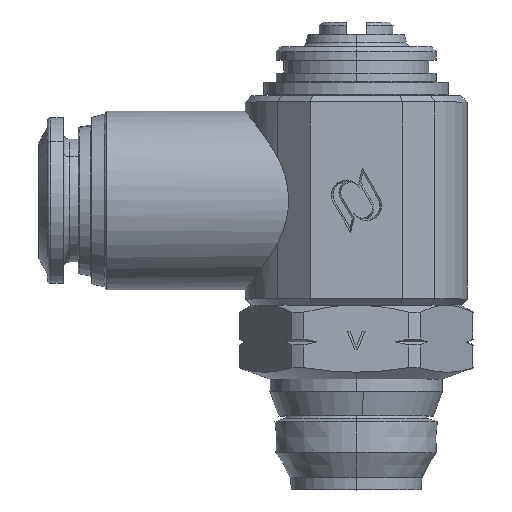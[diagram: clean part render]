
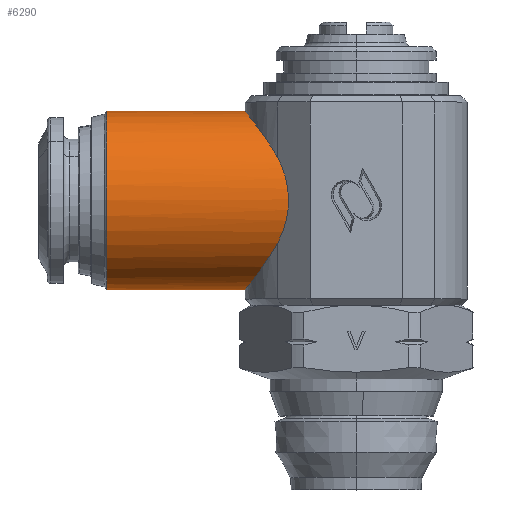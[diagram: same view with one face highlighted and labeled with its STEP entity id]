
A CAD part, top view. The second image highlights one B-rep face of the part: STEP entity #6290.
In plain terms, the highlighted cylindrical face has radius 7.25 mm (diameter 14.5 mm), a partial arc.
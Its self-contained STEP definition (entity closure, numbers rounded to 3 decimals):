
#148 = CARTESIAN_POINT ( 'NONE',  ( -6.386, 20.027, 6.364 ) ) ;
#154 = CARTESIAN_POINT ( 'NONE',  ( -6.386, 20.027, 6.364 ) ) ;
#155 = CARTESIAN_POINT ( 'NONE',  ( -6.684, 19.481, 6.066 ) ) ;
#156 = CARTESIAN_POINT ( 'NONE',  ( -20.246, 23.5, 0. ) ) ;
#157 = DIRECTION ( 'NONE',  ( 1., 0., 0. ) ) ;
#158 = DIRECTION ( 'NONE',  ( 0., -1., 0. ) ) ;
#159 = CARTESIAN_POINT ( 'NONE',  ( -5.178, 22.24, 7.572 ) ) ;
#160 = CARTESIAN_POINT ( 'NONE',  ( -7., 18.987, 5.708 ) ) ;
#161 = CARTESIAN_POINT ( 'NONE',  ( -7.463, 18.308, 5.07 ) ) ;
#162 = CARTESIAN_POINT ( 'NONE',  ( -7.614, 18.095, 4.842 ) ) ;
#163 = CARTESIAN_POINT ( 'NONE',  ( -7.901, 17.699, 4.36 ) ) ;
#164 = CARTESIAN_POINT ( 'NONE',  ( -8.037, 17.516, 4.105 ) ) ;
#165 = CARTESIAN_POINT ( 'NONE',  ( -8.291, 17.179, 3.565 ) ) ;
#166 = CARTESIAN_POINT ( 'NONE',  ( -8.409, 17.026, 3.28 ) ) ;
#167 = CARTESIAN_POINT ( 'NONE',  ( -8.621, 16.753, 2.675 ) ) ;
#168 = CARTESIAN_POINT ( 'NONE',  ( -8.713, 16.637, 2.361 ) ) ;
#169 = CARTESIAN_POINT ( 'NONE',  ( -8.863, 16.448, 1.716 ) ) ;
#170 = CARTESIAN_POINT ( 'NONE',  ( -8.922, 16.375, 1.383 ) ) ;
#171 = CARTESIAN_POINT ( 'NONE',  ( -9.002, 16.275, 0.697 ) ) ;
#172 = CARTESIAN_POINT ( 'NONE',  ( -9.022, 16.25, 0.348 ) ) ;
#173 = CARTESIAN_POINT ( 'NONE',  ( -9.022, 16.25, 0. ) ) ;
#174 = CARTESIAN_POINT ( 'NONE',  ( -9.022, 30.75, 0.171 ) ) ;
#175 = CARTESIAN_POINT ( 'NONE',  ( -9.022, 30.75, 0. ) ) ;
#176 = CARTESIAN_POINT ( 'NONE',  ( -5.178, 24.76, 7.572 ) ) ;
#177 = CARTESIAN_POINT ( 'NONE',  ( -6.386, 26.973, 6.364 ) ) ;
#180 = CARTESIAN_POINT ( 'NONE',  ( -9.017, 30.744, 0.343 ) ) ;
#181 = CARTESIAN_POINT ( 'NONE',  ( -8.997, 30.719, 0.688 ) ) ;
#182 = CARTESIAN_POINT ( 'NONE',  ( -8.982, 30.701, 0.861 ) ) ;
#183 = CARTESIAN_POINT ( 'NONE',  ( -8.923, 30.627, 1.372 ) ) ;
#184 = CARTESIAN_POINT ( 'NONE',  ( -8.866, 30.555, 1.703 ) ) ;
#185 = CARTESIAN_POINT ( 'NONE',  ( -8.716, 30.367, 2.349 ) ) ;
#186 = CARTESIAN_POINT ( 'NONE',  ( -8.624, 30.25, 2.666 ) ) ;
#187 = CARTESIAN_POINT ( 'NONE',  ( -8.414, 29.981, 3.267 ) ) ;
#188 = CARTESIAN_POINT ( 'NONE',  ( -8.297, 29.828, 3.552 ) ) ;
#189 = CARTESIAN_POINT ( 'NONE',  ( -8.041, 29.49, 4.097 ) ) ;
#190 = CARTESIAN_POINT ( 'NONE',  ( -7.902, 29.303, 4.357 ) ) ;
#191 = CARTESIAN_POINT ( 'NONE',  ( -7.614, 28.905, 4.842 ) ) ;
#192 = CARTESIAN_POINT ( 'NONE',  ( -7.464, 28.693, 5.069 ) ) ;
#193 = CARTESIAN_POINT ( 'NONE',  ( -7.157, 28.244, 5.491 ) ) ;
#194 = CARTESIAN_POINT ( 'NONE',  ( -7., 28.005, 5.689 ) ) ;
#195 = CARTESIAN_POINT ( 'NONE',  ( -6.688, 27.504, 6.052 ) ) ;
#196 = CARTESIAN_POINT ( 'NONE',  ( -6.534, 27.244, 6.216 ) ) ;
#197 = CARTESIAN_POINT ( 'NONE',  ( -6.386, 26.973, 6.364 ) ) ;
#599 = EDGE_LOOP ( 'NONE', ( #1203, #1204, #1205, #1206, #1207, #1208 ) ) ;
#1203 = ORIENTED_EDGE ( 'NONE', *, *, #4206, .F. ) ;
#1204 = ORIENTED_EDGE ( 'NONE', *, *, #5612, .T. ) ;
#1205 = ORIENTED_EDGE ( 'NONE', *, *, #4210, .T. ) ;
#1206 = ORIENTED_EDGE ( 'NONE', *, *, #5613, .F. ) ;
#1207 = ORIENTED_EDGE ( 'NONE', *, *, #5614, .T. ) ;
#1208 = ORIENTED_EDGE ( 'NONE', *, *, #5615, .F. ) ;
#2286 = CARTESIAN_POINT ( 'NONE',  ( 0.022, 23.5, 0. ) ) ;
#2287 = DIRECTION ( 'NONE',  ( 1., 0., 0. ) ) ;
#2295 = DIRECTION ( 'NONE',  ( 0., -1., 0. ) ) ;
#2905 = AXIS2_PLACEMENT_3D ( 'NONE', #2286, #2287, #2295 ) ;
#3772 = CARTESIAN_POINT ( 'NONE',  ( 0.022, 30.75, 0. ) ) ;
#3777 = DIRECTION ( 'NONE',  ( 1., 0., 0. ) ) ;
#3800 = CARTESIAN_POINT ( 'NONE',  ( 0.022, 16.25, 0. ) ) ;
#3801 = DIRECTION ( 'NONE',  ( 1., 0., 0. ) ) ;
#4064 = CARTESIAN_POINT ( 'NONE',  ( -9.022, 16.25, 0. ) ) ;
#4067 = CARTESIAN_POINT ( 'NONE',  ( -20.246, 30.75, 0. ) ) ;
#4068 = CARTESIAN_POINT ( 'NONE',  ( -20.246, 16.25, 0. ) ) ;
#4070 = CARTESIAN_POINT ( 'NONE',  ( -9.022, 30.75, 0. ) ) ;
#4167 = CARTESIAN_POINT ( 'NONE',  ( -6.386, 20.027, 6.364 ) ) ;
#4187 = CARTESIAN_POINT ( 'NONE',  ( -6.386, 26.973, 6.364 ) ) ;
#4206 = EDGE_CURVE ( 'NONE', #4330, #4333, #7909, .T. ) ;
#4210 = EDGE_CURVE ( 'NONE', #4331, #4327, #7915, .T. ) ;
#4327 = VERTEX_POINT ( 'NONE', #4064 ) ;
#4330 = VERTEX_POINT ( 'NONE', #4067 ) ;
#4331 = VERTEX_POINT ( 'NONE', #4068 ) ;
#4333 = VERTEX_POINT ( 'NONE', #4070 ) ;
#4430 = VERTEX_POINT ( 'NONE', #4167 ) ;
#4450 = VERTEX_POINT ( 'NONE', #4187 ) ;
#5325 = FACE_OUTER_BOUND ( 'NONE', #599, .T. ) ;
#5333 = CYLINDRICAL_SURFACE ( 'NONE', #2905, 7.25 ) ;
#5612 = EDGE_CURVE ( 'NONE', #4330, #4331, #8073, .T. ) ;
#5613 = EDGE_CURVE ( 'NONE', #4430, #4327, #8506, .T. ) ;
#5614 = EDGE_CURVE ( 'NONE', #4430, #4450, #8507, .T. ) ;
#5615 = EDGE_CURVE ( 'NONE', #4333, #4450, #8508, .T. ) ;
#6290 = ADVANCED_FACE ( 'NONE', ( #5325 ), #5333, .T. ) ;
#6902 = AXIS2_PLACEMENT_3D ( 'NONE', #156, #157, #158 ) ;
#7909 = LINE ( 'NONE', #3772, #7916 ) ;
#7915 = LINE ( 'NONE', #3800, #7919 ) ;
#7916 = VECTOR ( 'NONE', #3777, 1000. ) ;
#7919 = VECTOR ( 'NONE', #3801, 1000. ) ;
#8073 = CIRCLE ( 'NONE', #6902, 7.25 ) ;
#8506 = B_SPLINE_CURVE_WITH_KNOTS ( 'NONE', 3,
 ( #154, #155, #160, #161, #162, #163, #164, #165, #166, #167, #168, #169, #170, #171, #172, #173 ),
 .UNSPECIFIED., .F., .F.,
 ( 4, 2, 2, 2, 2, 2, 2, 4 ),
 ( 0.04, 0.042, 0.043, 0.044, 0.045, 0.046, 0.047, 0.048 ),
 .UNSPECIFIED. ) ;
#8507 =( BOUNDED_CURVE ( )  B_SPLINE_CURVE ( 3, ( #148, #159, #176, #177 ),
 .UNSPECIFIED., .F., .F. ) 
 B_SPLINE_CURVE_WITH_KNOTS ( ( 4, 4 ),
 ( 5.784, 6.783 ),
 .UNSPECIFIED. ) 
 CURVE ( )  GEOMETRIC_REPRESENTATION_ITEM ( )  RATIONAL_B_SPLINE_CURVE ( ( 1., 0.919, 0.919, 1. ) ) 
 REPRESENTATION_ITEM ( '' )  );
#8508 = B_SPLINE_CURVE_WITH_KNOTS ( 'NONE', 3,
 ( #175, #174, #180, #181, #182, #183, #184, #185, #186, #187, #188, #189, #190, #191, #192, #193, #194, #195, #196, #197 ),
 .UNSPECIFIED., .F., .F.,
 ( 4, 2, 2, 2, 2, 2, 2, 2, 2, 4 ),
 ( 0.024, 0.025, 0.025, 0.026, 0.027, 0.028, 0.029, 0.03, 0.031, 0.032 ),
 .UNSPECIFIED. ) ;
